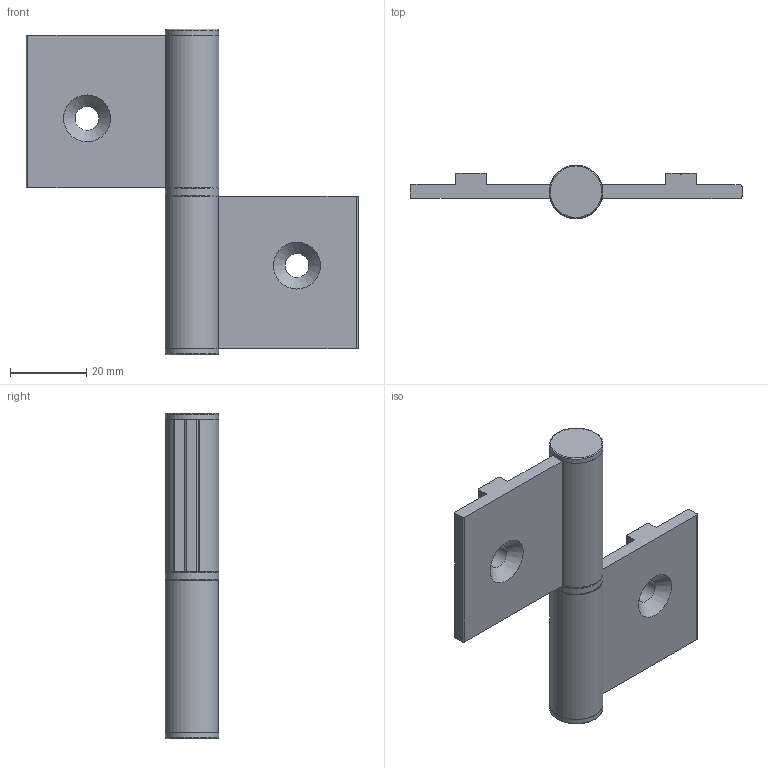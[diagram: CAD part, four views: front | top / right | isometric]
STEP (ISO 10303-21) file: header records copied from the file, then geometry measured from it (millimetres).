
FILE_DESCRIPTION(/* description */ ('KriTec_Scharnier_8_AL_mit_Steg_Premium'),/* implementation_level */ '2;1');
FILE_NAME(/* name */ '13090_KriTec_Scharnier_8_AL_mit_Steg_Premium_180grad_eingebaut_1.stp',/* time_stamp */ '2021-05-06T15:06:12+02:00',/* author */ ('Nell'),/* organization */ (''),/* preprocessor_version */ 'ST-DEVELOPER v17',/* originating_system */ 'Autodesk Inventor 2018',/* authorisation */ '');
FILE_SCHEMA (('AUTOMOTIVE_DESIGN { 1 0 10303 214 3 1 1 }'));
Length unit declared in the file: millimetre
Products named in the file (5): 13090; 13090_KriTec_Scharnierhaelfte; 13090_KriTec_Abdeckkappe; 13090_KriTec_Scheibe; 13090_KriTec_Stift
Assembly tree (6 placements, depth 2):
  13090
    13090_KriTec_Scharnierhaelfte  x2
    13090_KriTec_Abdeckkappe  x2
    13090_KriTec_Scheibe
    13090_KriTec_Stift
Bounding box: 87 x 14 x 85.25 mm (x, y, z)
Volume: 24417.4 mm3; surface area: 15531.7 mm2
Topology: 6 solids, 6 shells, 504 faces, 1264 edges, 776 vertices
Faces by surface type: cylinder 250, plane 242, torus 8, cone 4
Full cylindrical faces by diameter (mm): 5.4 x2, 6.1 x2, 6.25 x2, 6.3 x2, 7.75 x2, 8.1 x1, 12 x2, 14 x3
Entity records: 14313 total; most frequent: DIRECTION 2956, CARTESIAN_POINT 2396, ORIENTED_EDGE 2292, AXIS2_PLACEMENT_3D 1349, EDGE_CURVE 1146, CIRCLE 878, VERTEX_POINT 697, EDGE_LOOP 467
